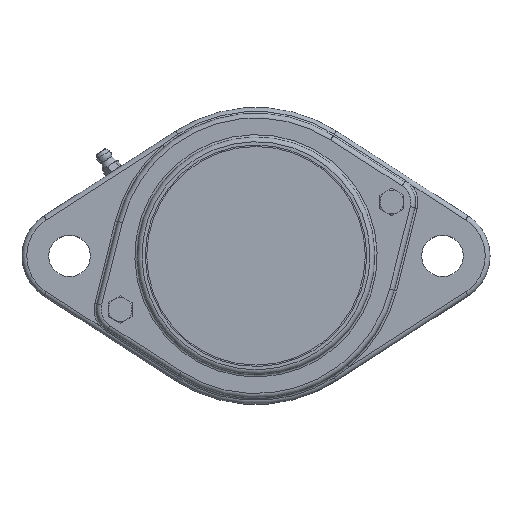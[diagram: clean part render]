
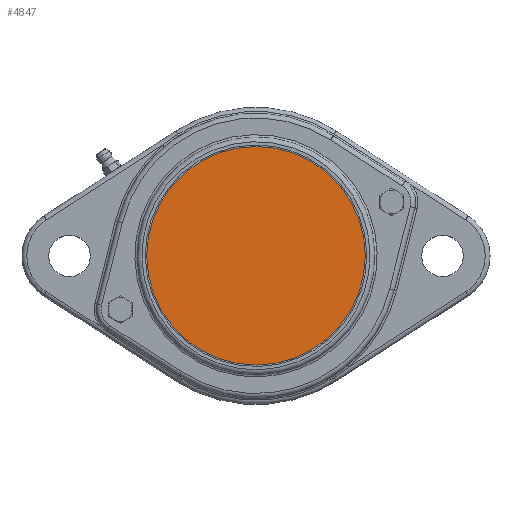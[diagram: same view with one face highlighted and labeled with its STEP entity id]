
A CAD part, top view. The second image highlights one B-rep face of the part: STEP entity #4847.
In plain terms, the highlighted planar face has unit normal (0, 0, 1).
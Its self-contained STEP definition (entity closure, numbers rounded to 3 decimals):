
#391=PLANE($,#5276);
#570=FACE_OUTER_BOUND($,#897,.T.);
#897=EDGE_LOOP($,(#3429));
#1761=CIRCLE($,#5274,46.);
#2095=VERTEX_POINT($,#7649);
#2579=EDGE_CURVE($,#2095,#2095,#1761,.T.);
#3429=ORIENTED_EDGE($,*,*,#2579,.F.);
#4847=ADVANCED_FACE($,(#570),#391,.T.);
#5274=AXIS2_PLACEMENT_3D($,#7650,#6184,#6185);
#5276=AXIS2_PLACEMENT_3D($,#7653,#6188,#6189);
#6184=DIRECTION('center_axis',(0.,0.,
-1.));
#6185=DIRECTION('ref_axis',(-1.,0.,0.));
#6188=DIRECTION('center_axis',(0.,0.,
1.));
#6189=DIRECTION('ref_axis',(-1.,0.,0.));
#7649=CARTESIAN_POINT('',(1.16,15.13,68.104));
#7650=CARTESIAN_POINT('Origin',(-44.84,15.13,68.104));
#7653=CARTESIAN_POINT('Origin',(-44.84,15.13,68.104));
